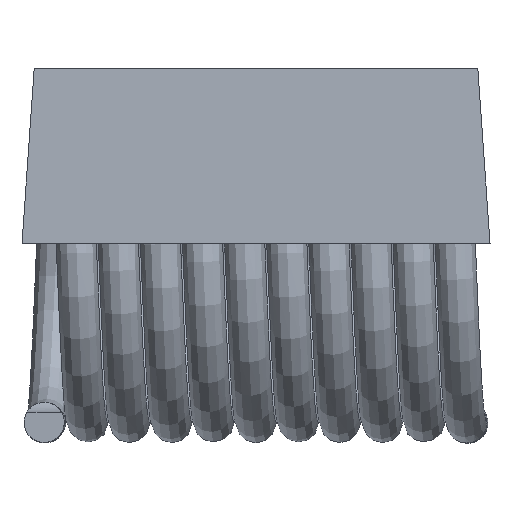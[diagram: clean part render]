
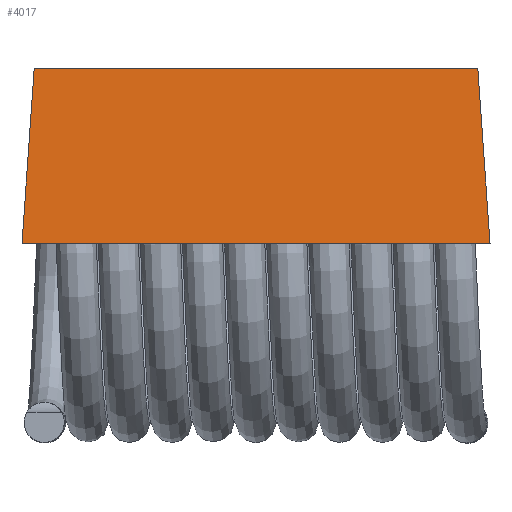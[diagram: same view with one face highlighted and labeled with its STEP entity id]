
A CAD part, top view. The second image highlights one B-rep face of the part: STEP entity #4017.
In plain terms, the highlighted planar face has unit normal (0, 0.07, 0.998).
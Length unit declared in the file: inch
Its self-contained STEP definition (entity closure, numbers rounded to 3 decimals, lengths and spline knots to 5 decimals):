
#315 = VERTEX_POINT ( 'NONE', #4498 ) ;
#318 = VERTEX_POINT ( 'NONE', #2030 ) ;
#481 = ORIENTED_EDGE ( 'NONE', *, *, #985, .T. ) ;
#749 = DIRECTION ( 'NONE',  ( -0.07, 0.995, -0.07 ) ) ;
#826 = FACE_OUTER_BOUND ( 'NONE', #4115, .T. ) ;
#904 = ORIENTED_EDGE ( 'NONE', *, *, #4836, .T. ) ;
#917 = LINE ( 'NONE', #1243, #1641 ) ;
#947 = DIRECTION ( 'NONE',  ( 0., 0.07, 0.998 ) ) ;
#985 = EDGE_CURVE ( 'NONE', #3808, #315, #3873, .T. ) ;
#1009 = LINE ( 'NONE', #4889, #1399 ) ;
#1195 = VECTOR ( 'NONE', #3680, 39.37008 ) ;
#1243 = CARTESIAN_POINT ( 'NONE',  ( -0.0045, 0.08, 0.07239 ) ) ;
#1399 = VECTOR ( 'NONE', #749, 39.37008 ) ;
#1641 = VECTOR ( 'NONE', #2079, 39.37008 ) ;
#1804 = AXIS2_PLACEMENT_3D ( 'NONE', #3007, #947, #3833 ) ;
#1827 = EDGE_CURVE ( 'NONE', #5012, #315, #917, .T. ) ;
#2030 = CARTESIAN_POINT ( 'NONE',  ( 0.1735, 0.15, 0.0675 ) ) ;
#2079 = DIRECTION ( 'NONE',  ( -1., 0., 0. ) ) ;
#2420 = LINE ( 'NONE', #5289, #1195 ) ;
#2574 = PLANE ( 'NONE',  #1804 ) ;
#2783 = VECTOR ( 'NONE', #3550, 39.37008 ) ;
#3007 = CARTESIAN_POINT ( 'NONE',  ( -0.0045, 0.15, 0.0675 ) ) ;
#3550 = DIRECTION ( 'NONE',  ( -0.07, -0.995, 0.07 ) ) ;
#3680 = DIRECTION ( 'NONE',  ( -1., 0., 0. ) ) ;
#3686 = ORIENTED_EDGE ( 'NONE', *, *, #4934, .T. ) ;
#3808 = VERTEX_POINT ( 'NONE', #4816 ) ;
#3833 = DIRECTION ( 'NONE',  ( 0., -0.998, 0.07 ) ) ;
#3873 = LINE ( 'NONE', #5177, #2783 ) ;
#3950 = ORIENTED_EDGE ( 'NONE', *, *, #1827, .F. ) ;
#4017 = ADVANCED_FACE ( 'NONE', ( #826 ), #2574, .T. ) ;
#4115 = EDGE_LOOP ( 'NONE', ( #3950, #3686, #904, #481 ) ) ;
#4498 = CARTESIAN_POINT ( 'NONE',  ( -0.00939, 0.08, 0.07239 ) ) ;
#4816 = CARTESIAN_POINT ( 'NONE',  ( -0.0045, 0.15, 0.0675 ) ) ;
#4836 = EDGE_CURVE ( 'NONE', #318, #3808, #2420, .T. ) ;
#4889 = CARTESIAN_POINT ( 'NONE',  ( 0.17839, 0.08, 0.07239 ) ) ;
#4907 = CARTESIAN_POINT ( 'NONE',  ( 0.17839, 0.08, 0.07239 ) ) ;
#4934 = EDGE_CURVE ( 'NONE', #5012, #318, #1009, .T. ) ;
#5012 = VERTEX_POINT ( 'NONE', #4907 ) ;
#5177 = CARTESIAN_POINT ( 'NONE',  ( -0.0045, 0.15, 0.0675 ) ) ;
#5289 = CARTESIAN_POINT ( 'NONE',  ( -0.0045, 0.15, 0.0675 ) ) ;
